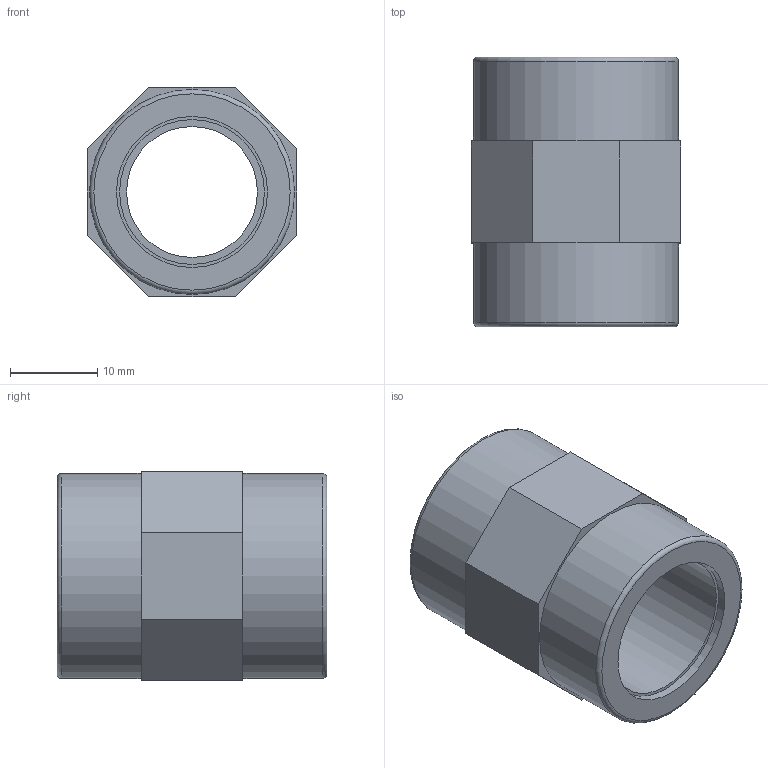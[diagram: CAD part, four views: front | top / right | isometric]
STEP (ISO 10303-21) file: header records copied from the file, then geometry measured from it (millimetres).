
FILE_DESCRIPTION(/* description */ (''),/* implementation_level */ '2;1');
FILE_NAME(/* name */ 'MIFV016038.ipt.stp',/* time_stamp */ '2014-06-06T15:26:52+02:00',/* author */ ('bfaro'),/* organization */ (''),/* preprocessor_version */ 'ST-DEVELOPER v15.6',/* originating_system */ 'Autodesk Inventor 2015',/* authorisation */ '');
FILE_SCHEMA (('AUTOMOTIVE_DESIGN { 1 0 10303 214 3 1 1 }'));
Length unit declared in the file: millimetre
Products named in the file (1): MIFV016038
Bounding box: 24 x 30.9 x 24 mm (x, y, z)
Volume: 7516.5 mm3; surface area: 4474.4 mm2
Topology: 1 solids, 1 shells, 24 faces, 52 edges, 35 vertices
Faces by surface type: plane 15, cylinder 6, torus 3
Full cylindrical faces by diameter (mm): 15 x1, 16 x1, 16.6 x1, 17.3 x1, 23.5 x2
Entity records: 614 total; most frequent: DIRECTION 104, CARTESIAN_POINT 95, ORIENTED_EDGE 78, EDGE_LOOP 40, AXIS2_PLACEMENT_3D 40, EDGE_CURVE 39, VERTEX_POINT 31, LINE 24
